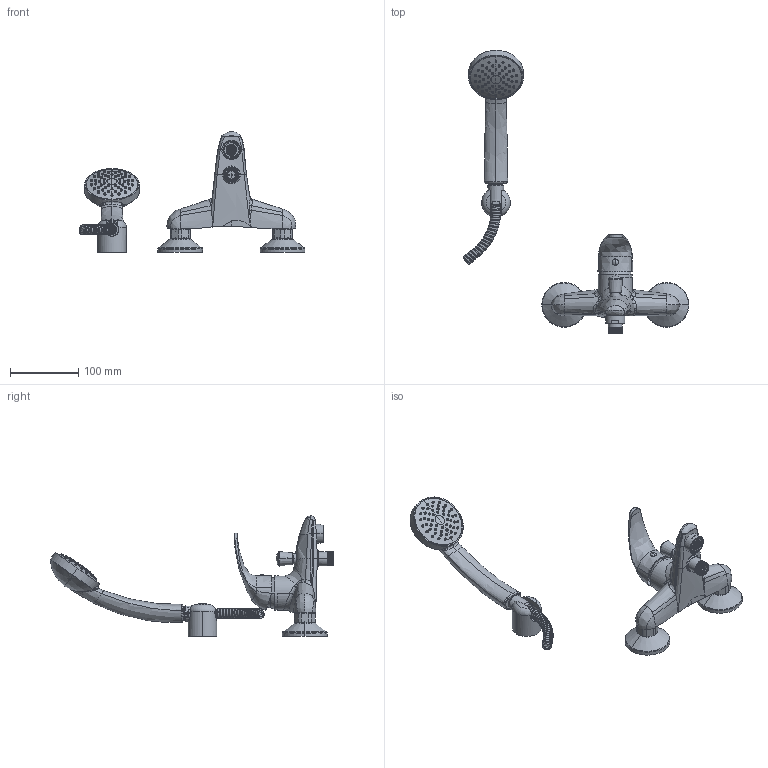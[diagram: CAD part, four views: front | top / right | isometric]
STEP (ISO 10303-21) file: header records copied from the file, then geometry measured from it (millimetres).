
FILE_DESCRIPTION((''),'2;1');
FILE_NAME('ND026CR_ASM','2021-11-10T10:39:40',('ut3'),('PAFFONI SpA'),'CREO PARAMETRIC BY PTC INC, 2020044','CREO PARAMETRIC BY PTC INC, 2020044','');
FILE_SCHEMA(('CONFIG_CONTROL_DESIGN','SHAPE_APPEARANCE_LAYERS_GROUPS'));
Products named in the file (35): 3021162TO; 2041093GR; 2092033_AF0; 2041093SB_ASM; 2051002CR; 5001412CR-N_CORPO; 5001412CRV-N_RACCORDO; 5001412CR-N_ASTA; 2092064_AF0; 2092086_AF0; 2092019_AF0; 5001412CRV-N_ASM; 2051022; 2041958GR; 2081103CR; 4061135CR; 2041560GR; 2091120; CORPO_AERATORE_28; CARTUCCIA_AERATORE_28; GUARNIZIONE_AERATORE_28; 2051109CR_ASM; 2091168; 4061103CR; 4061103CR_ASM; 4071195CR; 4071003CRDG; 4071534CR_A; 4071534CR_B; 4071534CR_C; 4071534CR_D; 4071534CR_E; 4071534CR_F; 4071534CR_ASM; ND026CR_ASM
Assembly tree (37 placements, depth 3):
  ND026CR_ASM
    3021162TO
    2041093SB_ASM  x2
      2041093GR
      2092033_AF0
    2051002CR  x2
    5001412CRV-N_ASM
      5001412CR-N_CORPO
      5001412CRV-N_RACCORDO
      5001412CR-N_ASTA
      2092064_AF0
      2092086_AF0
      2092019_AF0
    2051022
    2041958GR
    2081103CR
    4061135CR
    2041560GR
    2091120
    2051109CR_ASM
      CORPO_AERATORE_28
      CARTUCCIA_AERATORE_28
      GUARNIZIONE_AERATORE_28
    4061103CR_ASM  x2
      2091168
      4061103CR
    4071195CR
    4071003CRDG
    4071534CR_ASM
      4071534CR_A
      4071534CR_B
      4071534CR_C
      4071534CR_D
      4071534CR_E
      4071534CR_F
Bounding box: 330.83 x 415.45 x 177 mm (x, y, z)
Volume: 353341.1 mm3; surface area: 261685.6 mm2
Topology: 35 solids, 52 shells, 3359 faces, 9808 edges, 6559 vertices
Faces by surface type: plane 1867, cone 473, cylinder 345, bspline 332, torus 305, sphere 29, extrusion 8
Entity records: 192487 total; most frequent: CARTESIAN_POINT 69404, ORIENTED_EDGE 18920, DIRECTION 16299, PRESENTATION_STYLE_ASSIGNMENT 10605, STYLED_ITEM 10599, CURVE_STYLE 9494, EDGE_CURVE 9486, VERTEX_POINT 6388
